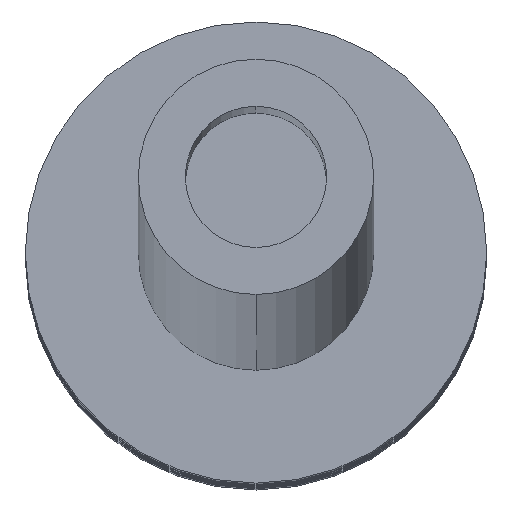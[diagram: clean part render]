
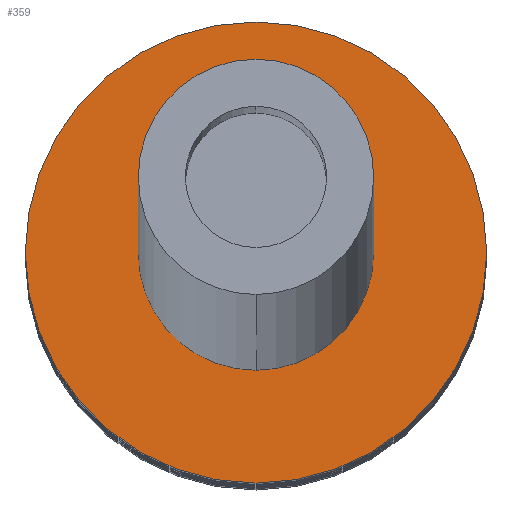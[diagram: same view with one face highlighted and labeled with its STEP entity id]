
A CAD part, front view. The second image highlights one B-rep face of the part: STEP entity #359.
In plain terms, the highlighted face is planar.
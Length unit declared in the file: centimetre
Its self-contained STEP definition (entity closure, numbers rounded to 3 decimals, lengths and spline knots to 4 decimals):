
#15 = EDGE_CURVE ( 'NONE', #408, #139, #227, .T. ) ;
#45 = CIRCLE ( 'NONE', #985, 3.1115 ) ;
#51 = DIRECTION ( 'NONE',  ( 0., -0.998, 0.061 ) ) ;
#77 = EDGE_LOOP ( 'NONE', ( #876, #1235 ) ) ;
#86 = CARTESIAN_POINT ( 'NONE',  ( 68.1567, 225.7745, 26.5507 ) ) ;
#96 = EDGE_CURVE ( 'NONE', #546, #506, #193, .T. ) ;
#124 = DIRECTION ( 'NONE',  ( 1., 0., 0. ) ) ;
#139 = VERTEX_POINT ( 'NONE', #683 ) ;
#193 = CIRCLE ( 'NONE', #330, 3.1115 ) ;
#227 = CIRCLE ( 'NONE', #918, 1.5875 ) ;
#270 = AXIS2_PLACEMENT_3D ( 'NONE', #1013, #51, #124 ) ;
#330 = AXIS2_PLACEMENT_3D ( 'NONE', #86, #465, #1267 ) ;
#359 = ADVANCED_FACE ( 'NONE', ( #504, #406 ), #442, .F. ) ;
#406 = FACE_OUTER_BOUND ( 'NONE', #77, .T. ) ;
#408 = VERTEX_POINT ( 'NONE', #1187 ) ;
#417 = DIRECTION ( 'NONE',  ( 0., 0.998, -0.061 ) ) ;
#442 = PLANE ( 'NONE',  #270 ) ;
#465 = DIRECTION ( 'NONE',  ( 0., 0.998, -0.061 ) ) ;
#481 = CIRCLE ( 'NONE', #1224, 1.5875 ) ;
#504 = FACE_BOUND ( 'NONE', #671, .T. ) ;
#506 = VERTEX_POINT ( 'NONE', #872 ) ;
#546 = VERTEX_POINT ( 'NONE', #964 ) ;
#566 = EDGE_CURVE ( 'NONE', #139, #408, #481, .T. ) ;
#603 = ORIENTED_EDGE ( 'NONE', *, *, #566, .F. ) ;
#671 = EDGE_LOOP ( 'NONE', ( #603, #1139 ) ) ;
#677 = DIRECTION ( 'NONE',  ( 0., 0.061, 0.998 ) ) ;
#683 = CARTESIAN_POINT ( 'NONE',  ( 68.1567, 225.6779, 24.9661 ) ) ;
#742 = DIRECTION ( 'NONE',  ( 0., 0.998, -0.061 ) ) ;
#781 = DIRECTION ( 'NONE',  ( 0., 0.998, -0.061 ) ) ;
#822 = DIRECTION ( 'NONE',  ( 0., 0.061, 0.998 ) ) ;
#872 = CARTESIAN_POINT ( 'NONE',  ( 68.1567, 225.5852, 23.445 ) ) ;
#876 = ORIENTED_EDGE ( 'NONE', *, *, #96, .T. ) ;
#918 = AXIS2_PLACEMENT_3D ( 'NONE', #1086, #781, #677 ) ;
#951 = CARTESIAN_POINT ( 'NONE',  ( 68.1567, 225.7745, 26.5507 ) ) ;
#961 = EDGE_CURVE ( 'NONE', #506, #546, #45, .T. ) ;
#964 = CARTESIAN_POINT ( 'NONE',  ( 68.1567, 225.9637, 29.6564 ) ) ;
#976 = DIRECTION ( 'NONE',  ( 0., 0.061, 0.998 ) ) ;
#985 = AXIS2_PLACEMENT_3D ( 'NONE', #1228, #417, #822 ) ;
#1013 = CARTESIAN_POINT ( 'NONE',  ( 68.1567, 225.7745, 26.5507 ) ) ;
#1086 = CARTESIAN_POINT ( 'NONE',  ( 68.1567, 225.7745, 26.5507 ) ) ;
#1139 = ORIENTED_EDGE ( 'NONE', *, *, #15, .F. ) ;
#1187 = CARTESIAN_POINT ( 'NONE',  ( 68.1567, 225.871, 28.1353 ) ) ;
#1224 = AXIS2_PLACEMENT_3D ( 'NONE', #951, #742, #976 ) ;
#1228 = CARTESIAN_POINT ( 'NONE',  ( 68.1567, 225.7745, 26.5507 ) ) ;
#1235 = ORIENTED_EDGE ( 'NONE', *, *, #961, .T. ) ;
#1267 = DIRECTION ( 'NONE',  ( 0., 0.061, 0.998 ) ) ;
